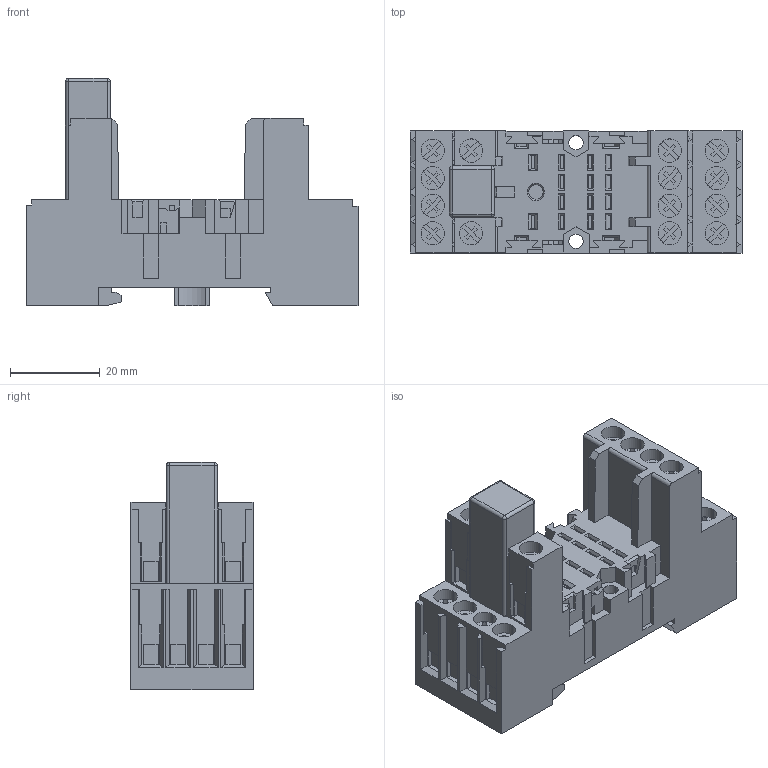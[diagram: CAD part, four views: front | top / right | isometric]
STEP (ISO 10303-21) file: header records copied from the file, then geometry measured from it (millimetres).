
FILE_DESCRIPTION((''),'2;1');
FILE_NAME('C-5-1415034-1','2016-04-07T',('workeradm'),('Tyco Electronics Ltd.'),'CREO PARAMETRIC BY PTC INC, 2015200','CREO PARAMETRIC BY PTC INC, 2015200','');
FILE_SCHEMA(('AUTOMOTIVE_DESIGN { 1 0 10303 214 1 1 1 1 }'));
Length unit declared in the file: millimetre
Products named in the file (1): C-5-1415034-1
Bounding box: 74 x 27.2 x 50.6 mm (x, y, z)
Volume: 50173.4 mm3; surface area: 15500.5 mm2
Topology: 1 solids, 1 shells, 789 faces, 2123 edges, 1382 vertices
Faces by surface type: plane 699, cylinder 84, sphere 4, cone 2
Entity records: 24259 total; most frequent: CARTESIAN_POINT 4296, ORIENTED_EDGE 4246, DIRECTION 3871, EDGE_CURVE 2123, VECTOR 1953, LINE 1953, VERTEX_POINT 1382, AXIS2_PLACEMENT_3D 959
